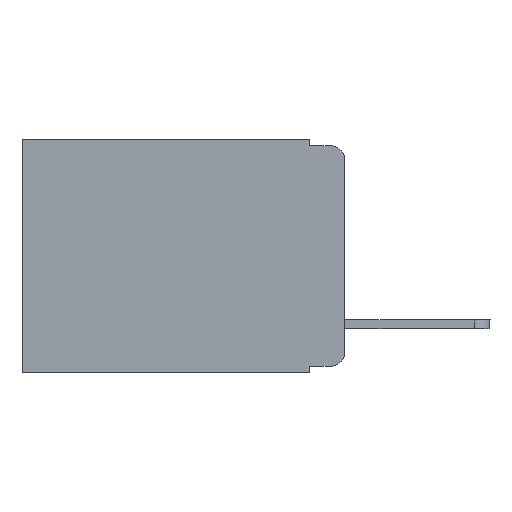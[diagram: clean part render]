
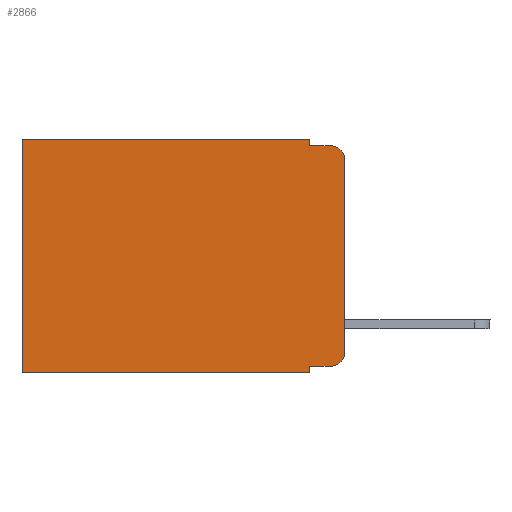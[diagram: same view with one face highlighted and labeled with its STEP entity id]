
A CAD part, left-side view. The second image highlights one B-rep face of the part: STEP entity #2866.
In plain terms, the highlighted planar face has unit normal (-1, 0, 0).
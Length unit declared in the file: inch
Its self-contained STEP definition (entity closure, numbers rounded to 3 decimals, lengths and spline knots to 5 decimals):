
#88 = VECTOR ( 'NONE', #937, 39.37008 ) ;
#538 = VERTEX_POINT ( 'NONE', #4026 ) ;
#775 = CIRCLE ( 'NONE', #2940, 0.02 ) ;
#796 = EDGE_CURVE ( 'NONE', #4735, #15775, #11349, .T. ) ;
#937 = DIRECTION ( 'NONE',  ( 0., -1., 0. ) ) ;
#1075 = VECTOR ( 'NONE', #1772, 39.37008 ) ;
#1081 = EDGE_CURVE ( 'NONE', #15996, #5173, #15957, .T. ) ;
#1302 = EDGE_CURVE ( 'NONE', #3132, #17697, #18085, .T. ) ;
#1515 = ORIENTED_EDGE ( 'NONE', *, *, #9421, .F. ) ;
#1704 = CARTESIAN_POINT ( 'NONE',  ( 0.298, 0.473, -0.343 ) ) ;
#1732 = EDGE_LOOP ( 'NONE', ( #8850, #16256, #13725, #4314, #4431, #3231, #1515, #15595, #5073, #7422 ) ) ;
#1772 = DIRECTION ( 'NONE',  ( 0., 1., 0. ) ) ;
#2666 = VERTEX_POINT ( 'NONE', #12268 ) ;
#2866 = ADVANCED_FACE ( 'NONE', ( #13427 ), #4010, .F. ) ;
#2940 = AXIS2_PLACEMENT_3D ( 'NONE', #3526, #6499, #17495 ) ;
#3053 = CARTESIAN_POINT ( 'NONE',  ( 0.298, 0., -0.343 ) ) ;
#3132 = VERTEX_POINT ( 'NONE', #4646 ) ;
#3212 = CARTESIAN_POINT ( 'NONE',  ( 0.298, 0.051, -0.333 ) ) ;
#3231 = ORIENTED_EDGE ( 'NONE', *, *, #796, .T. ) ;
#3526 = CARTESIAN_POINT ( 'NONE',  ( 0.298, 0.02, -0.03 ) ) ;
#3551 = EDGE_CURVE ( 'NONE', #2666, #4735, #15633, .T. ) ;
#4010 = PLANE ( 'NONE',  #6304 ) ;
#4026 = CARTESIAN_POINT ( 'NONE',  ( 0.298, 0.051, -0.01 ) ) ;
#4141 = CARTESIAN_POINT ( 'NONE',  ( 0.298, 0.473, 0. ) ) ;
#4182 = CARTESIAN_POINT ( 'NONE',  ( 0.298, 0.02, -0.01 ) ) ;
#4266 = VECTOR ( 'NONE', #6971, 39.37008 ) ;
#4314 = ORIENTED_EDGE ( 'NONE', *, *, #16416, .F. ) ;
#4431 = ORIENTED_EDGE ( 'NONE', *, *, #3551, .T. ) ;
#4492 = CARTESIAN_POINT ( 'NONE',  ( 0.298, 0.02, -0.333 ) ) ;
#4646 = CARTESIAN_POINT ( 'NONE',  ( 0.298, 0., -0.03 ) ) ;
#4735 = VERTEX_POINT ( 'NONE', #4141 ) ;
#5073 = ORIENTED_EDGE ( 'NONE', *, *, #1081, .T. ) ;
#5104 = DIRECTION ( 'NONE',  ( 0., -1., 0. ) ) ;
#5173 = VERTEX_POINT ( 'NONE', #4492 ) ;
#5427 = CARTESIAN_POINT ( 'NONE',  ( 0.298, 0.473, 0. ) ) ;
#5466 = CARTESIAN_POINT ( 'NONE',  ( 0.298, 0., 0. ) ) ;
#5671 = VERTEX_POINT ( 'NONE', #4182 ) ;
#6304 = AXIS2_PLACEMENT_3D ( 'NONE', #5466, #10900, #9420 ) ;
#6399 = CARTESIAN_POINT ( 'NONE',  ( 0.298, 0.051, -0.333 ) ) ;
#6499 = DIRECTION ( 'NONE',  ( -1., 0., 0. ) ) ;
#6971 = DIRECTION ( 'NONE',  ( 0., 0., -1. ) ) ;
#7422 = ORIENTED_EDGE ( 'NONE', *, *, #11599, .T. ) ;
#7955 = LINE ( 'NONE', #15370, #4266 ) ;
#8421 = LINE ( 'NONE', #16857, #12366 ) ;
#8850 = ORIENTED_EDGE ( 'NONE', *, *, #1302, .F. ) ;
#9379 = VECTOR ( 'NONE', #15272, 39.37008 ) ;
#9421 = EDGE_CURVE ( 'NONE', #12906, #15775, #16401, .T. ) ;
#9420 = DIRECTION ( 'NONE',  ( 0., 0., -1. ) ) ;
#9557 = DIRECTION ( 'NONE',  ( 0., 0., -1. ) ) ;
#9703 = LINE ( 'NONE', #16344, #88 ) ;
#9953 = DIRECTION ( 'NONE',  ( 0., 1., 0. ) ) ;
#10041 = EDGE_CURVE ( 'NONE', #15996, #12906, #7955, .T. ) ;
#10446 = EDGE_CURVE ( 'NONE', #538, #5671, #9703, .T. ) ;
#10503 = CIRCLE ( 'NONE', #11332, 0.02 ) ;
#10671 = VECTOR ( 'NONE', #5104, 39.37008 ) ;
#10698 = DIRECTION ( 'NONE',  ( 0., 0., -1. ) ) ;
#10900 = DIRECTION ( 'NONE',  ( 1., 0., 0. ) ) ;
#11332 = AXIS2_PLACEMENT_3D ( 'NONE', #16887, #15675, #16835 ) ;
#11349 = LINE ( 'NONE', #5427, #9379 ) ;
#11599 = EDGE_CURVE ( 'NONE', #5173, #17697, #10503, .T. ) ;
#11876 = VECTOR ( 'NONE', #9953, 39.37008 ) ;
#12268 = CARTESIAN_POINT ( 'NONE',  ( 0.298, 0.051, 0. ) ) ;
#12366 = VECTOR ( 'NONE', #9557, 39.37008 ) ;
#12757 = CARTESIAN_POINT ( 'NONE',  ( 0.298, 0., 0. ) ) ;
#12804 = EDGE_CURVE ( 'NONE', #3132, #5671, #775, .T. ) ;
#12906 = VERTEX_POINT ( 'NONE', #13658 ) ;
#13427 = FACE_OUTER_BOUND ( 'NONE', #1732, .T. ) ;
#13658 = CARTESIAN_POINT ( 'NONE',  ( 0.298, 0.051, -0.343 ) ) ;
#13725 = ORIENTED_EDGE ( 'NONE', *, *, #10446, .F. ) ;
#15272 = DIRECTION ( 'NONE',  ( 0., 0., -1. ) ) ;
#15370 = CARTESIAN_POINT ( 'NONE',  ( 0.298, 0.051, 0. ) ) ;
#15595 = ORIENTED_EDGE ( 'NONE', *, *, #10041, .F. ) ;
#15633 = LINE ( 'NONE', #12757, #11876 ) ;
#15675 = DIRECTION ( 'NONE',  ( -1., 0., 0. ) ) ;
#15775 = VERTEX_POINT ( 'NONE', #1704 ) ;
#15957 = LINE ( 'NONE', #6399, #10671 ) ;
#15996 = VERTEX_POINT ( 'NONE', #3212 ) ;
#16256 = ORIENTED_EDGE ( 'NONE', *, *, #12804, .T. ) ;
#16344 = CARTESIAN_POINT ( 'NONE',  ( 0.298, 0.051, -0.01 ) ) ;
#16401 = LINE ( 'NONE', #3053, #1075 ) ;
#16416 = EDGE_CURVE ( 'NONE', #2666, #538, #8421, .T. ) ;
#16835 = DIRECTION ( 'NONE',  ( 0., 0., -1. ) ) ;
#16857 = CARTESIAN_POINT ( 'NONE',  ( 0.298, 0.051, 0. ) ) ;
#16887 = CARTESIAN_POINT ( 'NONE',  ( 0.298, 0.02, -0.313 ) ) ;
#17447 = VECTOR ( 'NONE', #10698, 39.37008 ) ;
#17495 = DIRECTION ( 'NONE',  ( 0., 0., -1. ) ) ;
#17615 = CARTESIAN_POINT ( 'NONE',  ( 0.298, 0., -0.313 ) ) ;
#17658 = CARTESIAN_POINT ( 'NONE',  ( 0.298, 0., 0. ) ) ;
#17697 = VERTEX_POINT ( 'NONE', #17615 ) ;
#18085 = LINE ( 'NONE', #17658, #17447 ) ;
